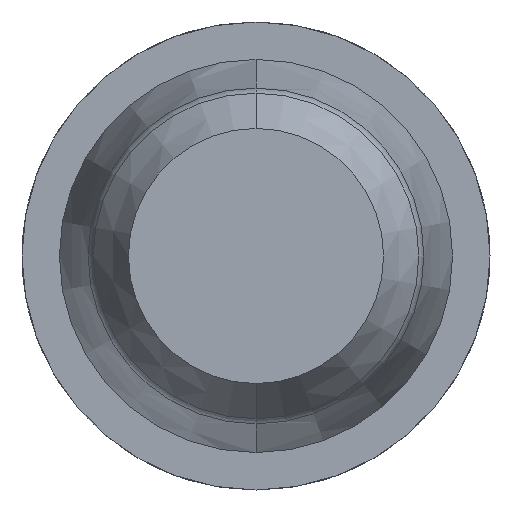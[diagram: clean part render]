
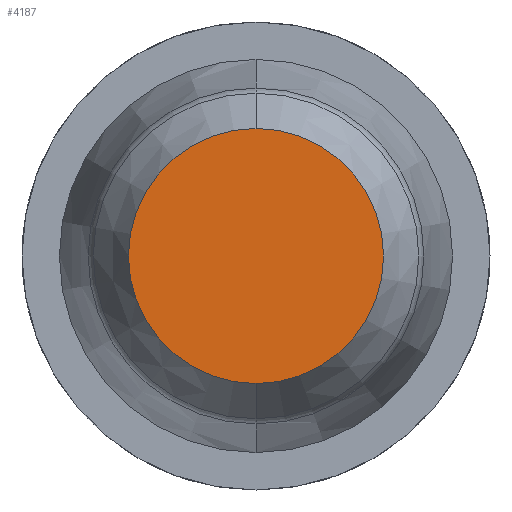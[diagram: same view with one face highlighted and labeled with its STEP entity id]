
A CAD part, front view. The second image highlights one B-rep face of the part: STEP entity #4187.
In plain terms, the highlighted planar face has unit normal (0, -1, 0).
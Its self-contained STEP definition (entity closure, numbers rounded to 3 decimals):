
#183 = EDGE_CURVE ( 'Defeature ausgef�hrt3_1+Defeature ausgef�hrt3_0+Defeature ausgef�hrt3_0+Defeature ausgef�hrt3_0', #325, #2191, #2186, .T. ) ;
#325 = VERTEX_POINT ( 'NONE', #3888 ) ;
#360 = AXIS2_PLACEMENT_3D ( 'NONE', #4130, #3168, #2835 ) ;
#556 = CARTESIAN_POINT ( 'NONE',  ( 0., -30.5, 0.627 ) ) ;
#704 = CARTESIAN_POINT ( 'NONE',  ( 0., -30.5, 0. ) ) ;
#839 = ORIENTED_EDGE ( 'NONE', *, *, #183, .F. ) ;
#897 = CARTESIAN_POINT ( 'NONE',  ( 0., -30.5, 0. ) ) ;
#917 = EDGE_CURVE ( 'Defeature ausgef�hrt3_1+Defeature ausgef�hrt3_0+Defeature ausgef�hrt3_0+Defeature ausgef�hrt3_0', #2191, #325, #2534, .T. ) ;
#1324 = DIRECTION ( 'NONE',  ( 0., 1., 0. ) ) ;
#1371 = EDGE_LOOP ( 'NONE', ( #2290, #839 ) ) ;
#1464 = AXIS2_PLACEMENT_3D ( 'NONE', #897, #3934, #1906 ) ;
#1906 = DIRECTION ( 'NONE',  ( 0., 0., 1. ) ) ;
#2186 = CIRCLE ( 'NONE', #360, 0.627 ) ;
#2191 = VERTEX_POINT ( 'NONE', #556 ) ;
#2290 = ORIENTED_EDGE ( 'NONE', *, *, #917, .F. ) ;
#2534 = CIRCLE ( 'NONE', #2550, 0.627 ) ;
#2550 = AXIS2_PLACEMENT_3D ( 'NONE', #704, #1324, #3049 ) ;
#2835 = DIRECTION ( 'NONE',  ( 0., 0., 1. ) ) ;
#3049 = DIRECTION ( 'NONE',  ( 0., 0., 1. ) ) ;
#3168 = DIRECTION ( 'NONE',  ( 0., 1., 0. ) ) ;
#3888 = CARTESIAN_POINT ( 'NONE',  ( 0., -30.5, -0.627 ) ) ;
#3934 = DIRECTION ( 'NONE',  ( 0., 1., 0. ) ) ;
#3974 = FACE_OUTER_BOUND ( 'NONE', #1371, .T. ) ;
#4130 = CARTESIAN_POINT ( 'NONE',  ( 0., -30.5, 0. ) ) ;
#4142 = PLANE ( 'NONE',  #1464 ) ;
#4187 = ADVANCED_FACE ( 'Defeature ausgef�hrt3_0', ( #3974 ), #4142, .F. ) ;
